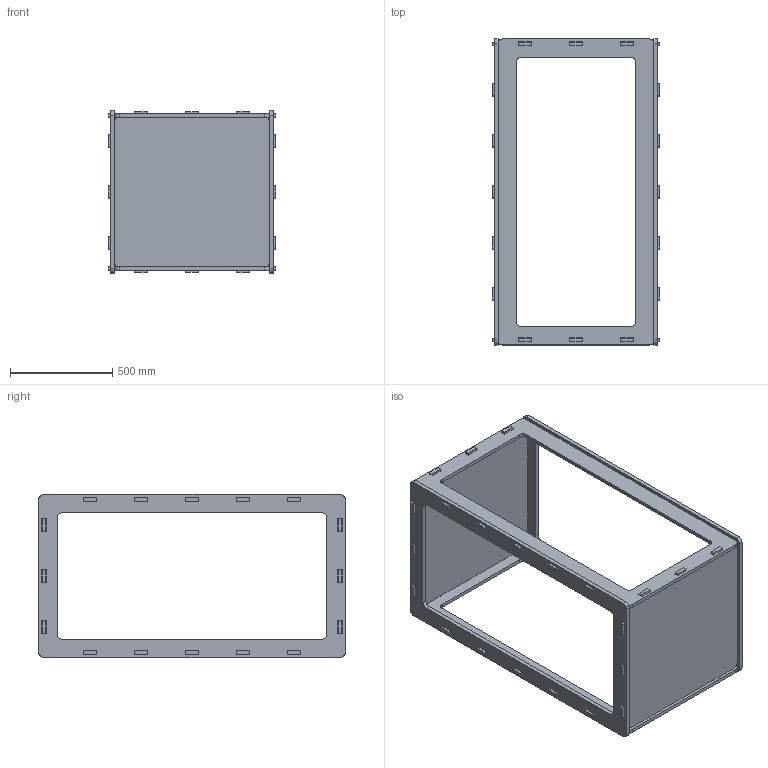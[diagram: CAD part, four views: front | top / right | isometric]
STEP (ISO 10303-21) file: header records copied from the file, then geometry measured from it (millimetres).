
FILE_DESCRIPTION (( 'STEP AP214' ), '1' );
FILE_NAME ('癡鰾殤.STEP', '2026-01-07T08:36:56', ( '' ), ( '' ), 'SwSTEP 2.0', 'SolidWorks 2024', '' );
FILE_SCHEMA (( 'AUTOMOTIVE_DESIGN' ));
Length unit declared in the file: millimetre
Products named in the file (4): 顶板; 前板; 侧板; 猫爬架
Assembly tree (6 placements, depth 2):
  猫爬架
    顶板  x2
    前板  x2
    侧板  x2
Bounding box: 820 x 1500 x 800 mm (x, y, z)
Volume: 47704013.8 mm3; surface area: 6180048.3 mm2
Topology: 6 solids, 6 shells, 444 faces, 1296 edges, 864 vertices
Faces by surface type: plane 404, cylinder 40
Entity records: 7473 total; most frequent: CARTESIAN_POINT 1311, ORIENTED_EDGE 1296, DIRECTION 1150, EDGE_CURVE 648, VECTOR 608, LINE 608, VERTEX_POINT 432, AXIS2_PLACEMENT_3D 271
